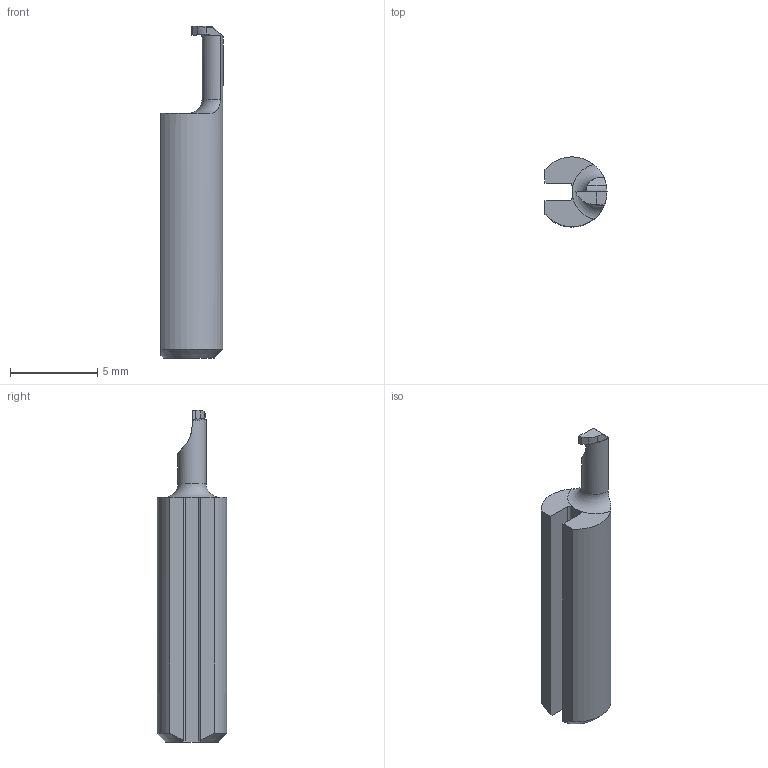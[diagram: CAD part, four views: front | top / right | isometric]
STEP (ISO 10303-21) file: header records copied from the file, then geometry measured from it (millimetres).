
FILE_DESCRIPTION (( 'STEP AP203' ), '1' );
FILE_NAME ('L002.0050-5.step', '2024-04-03T14:30:04', ( '' ), ( '' ), 'SwSTEP 2.0', 'SolidWorks 2022', '' );
FILE_SCHEMA (( 'CONFIG_CONTROL_DESIGN' ));
Length unit declared in the file: millimetre
Products named in the file (1): L002.0050-5
Bounding box: 3.55 x 4 x 19 mm (x, y, z)
Volume: 149.1 mm3; surface area: 251.9 mm2
Topology: 1 solids, 1 shells, 26 faces, 70 edges, 46 vertices
Faces by surface type: plane 17, cylinder 6, cone 1, torus 1, bspline 1
Entity records: 956 total; most frequent: CARTESIAN_POINT 261, ORIENTED_EDGE 140, DIRECTION 115, EDGE_CURVE 70, VERTEX_POINT 46, LINE 39, VECTOR 39, AXIS2_PLACEMENT_3D 38
